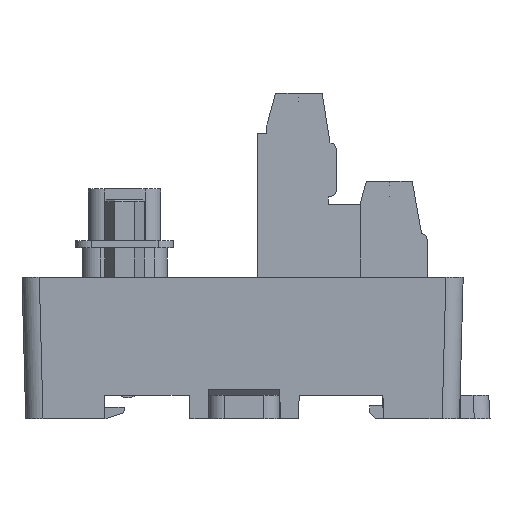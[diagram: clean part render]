
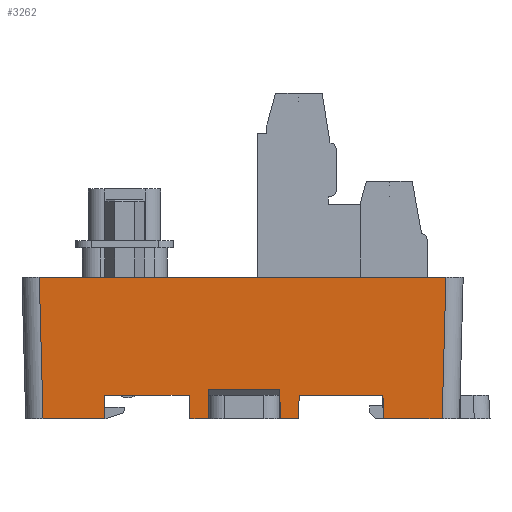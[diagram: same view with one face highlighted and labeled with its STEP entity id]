
A CAD part, left-side view. The second image highlights one B-rep face of the part: STEP entity #3262.
In plain terms, the highlighted planar face has unit normal (-1, 0, -0.026).
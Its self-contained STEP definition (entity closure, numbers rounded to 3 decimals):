
#1806=FACE_OUTER_BOUND('',#7411,.T.);
#3262=ADVANCED_FACE('',(#1806),#4877,.T.);
#4877=PLANE('',#31075);
#7411=EDGE_LOOP('',(#9829,#9830,#9831,#9832,#9833,#9834,#9835,#9836,#9837,
#9838,#9839,#9840,#9841,#9842,#9843,#9844));
#9829=ORIENTED_EDGE('',*,*,#20804,.T.);
#9830=ORIENTED_EDGE('',*,*,#20805,.F.);
#9831=ORIENTED_EDGE('',*,*,#20806,.T.);
#9832=ORIENTED_EDGE('',*,*,#20544,.T.);
#9833=ORIENTED_EDGE('',*,*,#20807,.T.);
#9834=ORIENTED_EDGE('',*,*,#20808,.T.);
#9835=ORIENTED_EDGE('',*,*,#20809,.T.);
#9836=ORIENTED_EDGE('',*,*,#20810,.T.);
#9837=ORIENTED_EDGE('',*,*,#20811,.T.);
#9838=ORIENTED_EDGE('',*,*,#20812,.T.);
#9839=ORIENTED_EDGE('',*,*,#20802,.F.);
#9840=ORIENTED_EDGE('',*,*,#20554,.T.);
#9841=ORIENTED_EDGE('',*,*,#20813,.F.);
#9842=ORIENTED_EDGE('',*,*,#20814,.F.);
#9843=ORIENTED_EDGE('',*,*,#20815,.T.);
#9844=ORIENTED_EDGE('',*,*,#20816,.F.);
#17733=VERTEX_POINT('',#40964);
#17734=VERTEX_POINT('',#40966);
#17743=VERTEX_POINT('',#40984);
#17744=VERTEX_POINT('',#40986);
#17926=VERTEX_POINT('',#41484);
#17927=VERTEX_POINT('',#41488);
#17928=VERTEX_POINT('',#41489);
#17929=VERTEX_POINT('',#41491);
#17930=VERTEX_POINT('',#41494);
#17931=VERTEX_POINT('',#41496);
#17932=VERTEX_POINT('',#41498);
#17933=VERTEX_POINT('',#41500);
#17934=VERTEX_POINT('',#41502);
#17935=VERTEX_POINT('',#41505);
#17936=VERTEX_POINT('',#41507);
#17937=VERTEX_POINT('',#41509);
#20544=EDGE_CURVE('',#17734,#17733,#24671,.T.);
#20554=EDGE_CURVE('',#17744,#17743,#24679,.T.);
#20802=EDGE_CURVE('',#17744,#17926,#24910,.T.);
#20804=EDGE_CURVE('',#17927,#17928,#24912,.T.);
#20805=EDGE_CURVE('',#17929,#17928,#24913,.T.);
#20806=EDGE_CURVE('',#17929,#17734,#24914,.T.);
#20807=EDGE_CURVE('',#17733,#17930,#24915,.T.);
#20808=EDGE_CURVE('',#17930,#17931,#24916,.T.);
#20809=EDGE_CURVE('',#17931,#17932,#24917,.T.);
#20810=EDGE_CURVE('',#17932,#17933,#24918,.T.);
#20811=EDGE_CURVE('',#17933,#17934,#24919,.T.);
#20812=EDGE_CURVE('',#17934,#17926,#24920,.T.);
#20813=EDGE_CURVE('',#17935,#17743,#24921,.T.);
#20814=EDGE_CURVE('',#17936,#17935,#24922,.T.);
#20815=EDGE_CURVE('',#17936,#17937,#24923,.T.);
#20816=EDGE_CURVE('',#17927,#17937,#24924,.T.);
#24671=LINE('',#40965,#27892);
#24679=LINE('',#40985,#27900);
#24910=LINE('',#41483,#28131);
#24912=LINE('',#41487,#28133);
#24913=LINE('',#41490,#28134);
#24914=LINE('',#41492,#28135);
#24915=LINE('',#41493,#28136);
#24916=LINE('',#41495,#28137);
#24917=LINE('',#41497,#28138);
#24918=LINE('',#41499,#28139);
#24919=LINE('',#41501,#28140);
#24920=LINE('',#41503,#28141);
#24921=LINE('',#41504,#28142);
#24922=LINE('',#41506,#28143);
#24923=LINE('',#41508,#28144);
#24924=LINE('',#41510,#28145);
#27892=VECTOR('',#33251,1.);
#27900=VECTOR('',#33263,1.);
#28131=VECTOR('',#33664,1.);
#28133=VECTOR('',#33668,1.);
#28134=VECTOR('',#33669,1.);
#28135=VECTOR('',#33670,1.);
#28136=VECTOR('',#33671,1.);
#28137=VECTOR('',#33672,1.);
#28138=VECTOR('',#33673,1.);
#28139=VECTOR('',#33674,1.);
#28140=VECTOR('',#33675,1.);
#28141=VECTOR('',#33676,1.);
#28142=VECTOR('',#33677,1.);
#28143=VECTOR('',#33678,1.);
#28144=VECTOR('',#33679,1.);
#28145=VECTOR('',#33680,1.);
#31075=AXIS2_PLACEMENT_3D('',#41511,#33681,#33682);
#33251=DIRECTION('',(0.,-1.,0.));
#33263=DIRECTION('',(0.,-1.,0.));
#33664=DIRECTION('',(0.026,0.017,-1.));
#33668=DIRECTION('',(0.026,-0.009,-1.));
#33669=DIRECTION('',(0.,1.,0.));
#33670=DIRECTION('',(-0.026,-0.035,0.999));
#33671=DIRECTION('',(0.026,-0.017,-1.));
#33672=DIRECTION('',(0.,-1.,0.));
#33673=DIRECTION('',(-0.026,-0.026,0.999));
#33674=DIRECTION('',(0.,1.,0.));
#33675=DIRECTION('',(0.026,-0.026,-0.999));
#33676=DIRECTION('',(0.,-1.,0.));
#33677=DIRECTION('',(-0.026,0.035,0.999));
#33678=DIRECTION('',(0.,1.,0.));
#33679=DIRECTION('',(-0.026,-0.009,1.));
#33680=DIRECTION('',(0.,1.,0.));
#33681=DIRECTION('',(-1.,0.,-0.026));
#33682=DIRECTION('',(0.026,0.,-1.));
#40964=CARTESIAN_POINT('',(-54.057,-18.086,-13.25));
#40965=CARTESIAN_POINT('',(-54.057,-0.436,-13.25));
#40966=CARTESIAN_POINT('',(-54.057,-7.436,-13.25));
#40984=CARTESIAN_POINT('',(-54.057,6.564,-13.25));
#40985=CARTESIAN_POINT('',(-54.057,-0.436,-13.25));
#40986=CARTESIAN_POINT('',(-54.057,17.314,-13.25));
#41483=CARTESIAN_POINT('',(-54.026,17.335,-14.454));
#41484=CARTESIAN_POINT('',(-53.979,17.366,-16.25));
#41487=CARTESIAN_POINT('',(-54.026,-4.997,-14.454));
#41488=CARTESIAN_POINT('',(-54.076,-4.98,-12.524));
#41489=CARTESIAN_POINT('',(-53.979,-5.012,-16.25));
#41490=CARTESIAN_POINT('',(-53.979,-0.436,-16.25));
#41491=CARTESIAN_POINT('',(-53.979,-7.331,-16.25));
#41492=CARTESIAN_POINT('',(-54.443,-7.95,1.468));
#41493=CARTESIAN_POINT('',(-54.458,-17.819,2.059));
#41494=CARTESIAN_POINT('',(-53.979,-18.138,-16.25));
#41495=CARTESIAN_POINT('',(-53.979,-0.436,-16.25));
#41496=CARTESIAN_POINT('',(-53.979,-25.616,-16.25));
#41497=CARTESIAN_POINT('',(-54.433,-26.07,1.09));
#41498=CARTESIAN_POINT('',(-54.45,-26.087,1.75));
#41499=CARTESIAN_POINT('',(-54.45,0.064,1.75));
#41500=CARTESIAN_POINT('',(-54.45,25.615,1.75));
#41501=CARTESIAN_POINT('',(-54.433,25.597,1.09));
#41502=CARTESIAN_POINT('',(-53.979,25.143,-16.25));
#41503=CARTESIAN_POINT('',(-53.979,0.064,-16.25));
#41504=CARTESIAN_POINT('',(-54.026,6.522,-14.452));
#41505=CARTESIAN_POINT('',(-53.979,6.459,-16.25));
#41506=CARTESIAN_POINT('',(-53.979,-0.436,-16.25));
#41507=CARTESIAN_POINT('',(-53.979,4.14,-16.25));
#41508=CARTESIAN_POINT('',(-54.026,4.124,-14.454));
#41509=CARTESIAN_POINT('',(-54.076,4.108,-12.524));
#41510=CARTESIAN_POINT('',(-54.076,209.009,-12.524));
#41511=CARTESIAN_POINT('',(-54.45,0.064,1.747));
